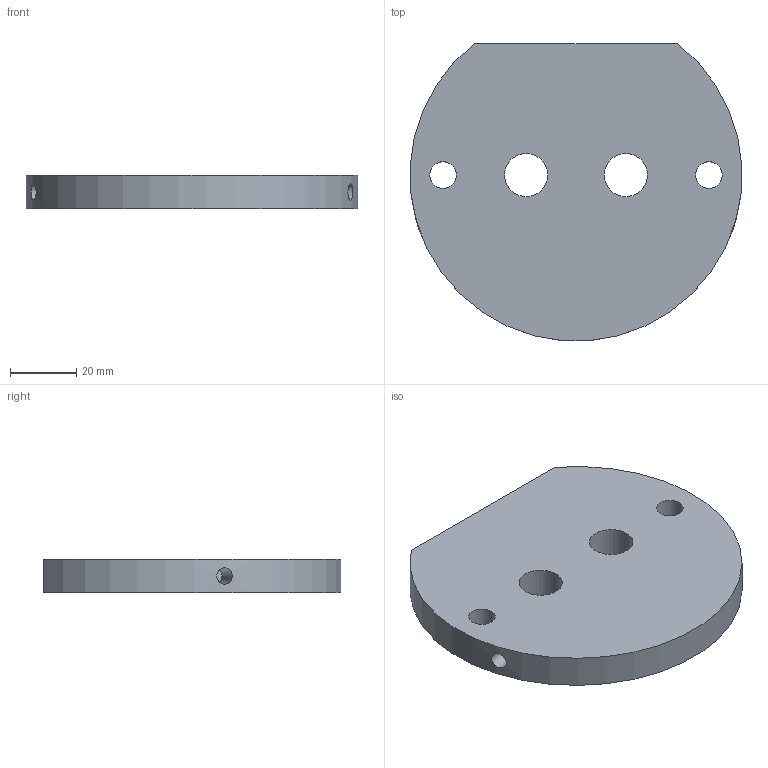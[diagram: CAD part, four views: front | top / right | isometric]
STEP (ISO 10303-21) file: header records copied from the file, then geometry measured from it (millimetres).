
FILE_DESCRIPTION(/* description */ ('Alibre Inc.'),/* implementation_level */ '2;1');
FILE_NAME(/* name */ 'export0',/* time_stamp */ '2021-01-14T08:46:39+01:00',/* author */ (''),/* organization */ (''),/* preprocessor_version */ 'ST-DEVELOPER v14',/* originating_system */ 'Alibre',/* authorisation */ '');
FILE_SCHEMA (('CONFIG_CONTROL_DESIGN'));
Length unit declared in the file: centimetre
Products named in the file (1): ID_1
Bounding box: 99.83 x 89.44 x 10 mm (x, y, z)
Volume: 70009.2 mm3; surface area: 18905.4 mm2
Topology: 1 solids, 1 shells, 14 faces, 32 edges, 22 vertices
Faces by surface type: cylinder 7, plane 7
Full cylindrical faces by diameter (mm): 4.917 x2, 8 x2, 13 x2
Entity records: 512 total; most frequent: CARTESIAN_POINT 124, DIRECTION 55, ORIENTED_EDGE 48, EDGE_LOOP 30, FACE_BOUND 30, AXIS2_PLACEMENT_3D 26, EDGE_CURVE 24, VERTEX_POINT 20
